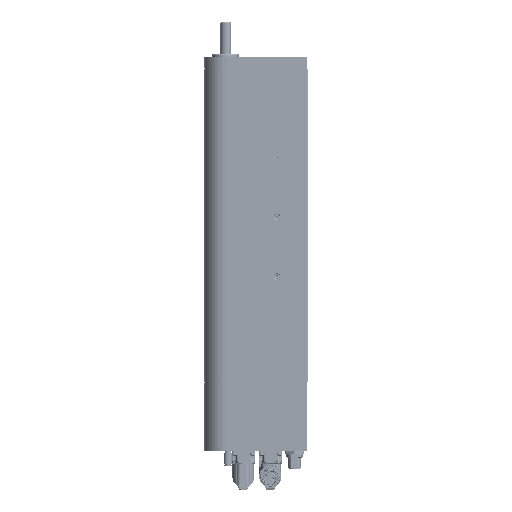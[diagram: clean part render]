
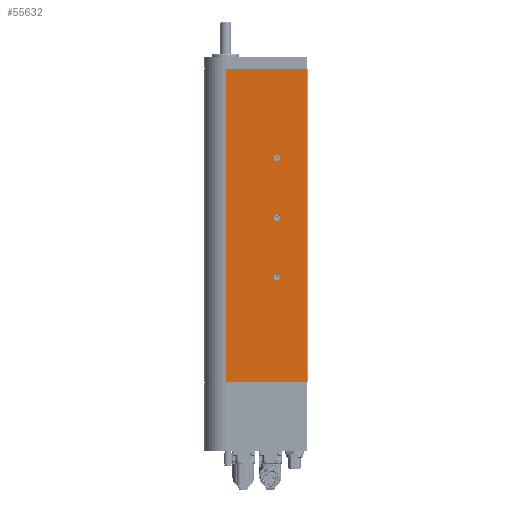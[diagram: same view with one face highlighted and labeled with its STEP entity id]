
A CAD part, left-side view. The second image highlights one B-rep face of the part: STEP entity #55632.
In plain terms, the highlighted face is planar.
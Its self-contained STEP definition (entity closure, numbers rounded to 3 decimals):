
#1365 = CARTESIAN_POINT ( 'NONE',  ( 20., -47.5, 193. ) ) ;
#2438 = LINE ( 'NONE', #18084, #183332 ) ;
#3316 = EDGE_CURVE ( 'NONE', #47737, #47737, #30052, .T. ) ;
#4277 = DIRECTION ( 'NONE',  ( 0., 0., -1. ) ) ;
#4410 = DIRECTION ( 'NONE',  ( 0., 0., -1. ) ) ;
#5330 = ORIENTED_EDGE ( 'NONE', *, *, #158553, .T. ) ;
#6098 = PLANE ( 'NONE',  #38712 ) ;
#7401 = ORIENTED_EDGE ( 'NONE', *, *, #3316, .F. ) ;
#11884 = CARTESIAN_POINT ( 'NONE',  ( 20., -75.5, 291. ) ) ;
#12713 = CARTESIAN_POINT ( 'NONE',  ( 20., 0., 291. ) ) ;
#13164 = EDGE_CURVE ( 'NONE', #89375, #68389, #26462, .T. ) ;
#16218 = LINE ( 'NONE', #32887, #73362 ) ;
#16867 = CIRCLE ( 'NONE', #19953, 3.15 ) ;
#17979 = DIRECTION ( 'NONE',  ( 0., 0., -1. ) ) ;
#18084 = CARTESIAN_POINT ( 'NONE',  ( 20., 0., 0. ) ) ;
#19953 = AXIS2_PLACEMENT_3D ( 'NONE', #1365, #80625, #17979 ) ;
#25641 = CARTESIAN_POINT ( 'NONE',  ( 20., 0., 291. ) ) ;
#26462 = LINE ( 'NONE', #12713, #33013 ) ;
#30052 = CIRCLE ( 'NONE', #80088, 3.15 ) ;
#32404 = EDGE_CURVE ( 'NONE', #185102, #185102, #16867, .T. ) ;
#32887 = CARTESIAN_POINT ( 'NONE',  ( 20., 0., 291. ) ) ;
#33013 = VECTOR ( 'NONE', #54902, 1000. ) ;
#33633 = EDGE_LOOP ( 'NONE', ( #37434, #5330, #97276, #190338 ) ) ;
#37434 = ORIENTED_EDGE ( 'NONE', *, *, #13164, .F. ) ;
#38712 = AXIS2_PLACEMENT_3D ( 'NONE', #157924, #170658, #96187 ) ;
#39444 = EDGE_LOOP ( 'NONE', ( #7401 ) ) ;
#40074 = EDGE_CURVE ( 'NONE', #79358, #79552, #2438, .T. ) ;
#41871 = ORIENTED_EDGE ( 'NONE', *, *, #59857, .F. ) ;
#44060 = CARTESIAN_POINT ( 'NONE',  ( 20., -47.5, 83. ) ) ;
#45591 = DIRECTION ( 'NONE',  ( 0., 1., 0. ) ) ;
#47108 = CIRCLE ( 'NONE', #175306, 3.15 ) ;
#47300 = EDGE_LOOP ( 'NONE', ( #41871 ) ) ;
#47737 = VERTEX_POINT ( 'NONE', #154466 ) ;
#50221 = FACE_BOUND ( 'NONE', #39444, .T. ) ;
#54902 = DIRECTION ( 'NONE',  ( 0., 1., 0. ) ) ;
#54925 = EDGE_CURVE ( 'NONE', #68389, #79552, #16218, .T. ) ;
#55632 = ADVANCED_FACE ( 'NONE', ( #141319, #50221, #125624, #99067 ), #6098, .F. ) ;
#58583 = CARTESIAN_POINT ( 'NONE',  ( 20., 0., 0. ) ) ;
#59857 = EDGE_CURVE ( 'NONE', #106331, #106331, #47108, .T. ) ;
#61263 = CARTESIAN_POINT ( 'NONE',  ( 20., -47.5, 134.85 ) ) ;
#63872 = DIRECTION ( 'NONE',  ( 0., 0., -1. ) ) ;
#67609 = EDGE_LOOP ( 'NONE', ( #120586 ) ) ;
#68389 = VERTEX_POINT ( 'NONE', #25641 ) ;
#73362 = VECTOR ( 'NONE', #4410, 1000. ) ;
#79358 = VERTEX_POINT ( 'NONE', #141958 ) ;
#79552 = VERTEX_POINT ( 'NONE', #58583 ) ;
#80088 = AXIS2_PLACEMENT_3D ( 'NONE', #44060, #104770, #166396 ) ;
#80625 = DIRECTION ( 'NONE',  ( 1., 0., 0. ) ) ;
#82575 = CARTESIAN_POINT ( 'NONE',  ( 20., -75.5, 291. ) ) ;
#89375 = VERTEX_POINT ( 'NONE', #11884 ) ;
#96187 = DIRECTION ( 'NONE',  ( 0., -1., 0. ) ) ;
#97276 = ORIENTED_EDGE ( 'NONE', *, *, #40074, .T. ) ;
#99067 = FACE_OUTER_BOUND ( 'NONE', #33633, .T. ) ;
#104770 = DIRECTION ( 'NONE',  ( 1., 0., 0. ) ) ;
#106331 = VERTEX_POINT ( 'NONE', #61263 ) ;
#117653 = VECTOR ( 'NONE', #4277, 1000. ) ;
#120586 = ORIENTED_EDGE ( 'NONE', *, *, #32404, .F. ) ;
#125624 = FACE_BOUND ( 'NONE', #47300, .T. ) ;
#138368 = DIRECTION ( 'NONE',  ( 1., 0., 0. ) ) ;
#139345 = CARTESIAN_POINT ( 'NONE',  ( 20., -47.5, 138. ) ) ;
#141319 = FACE_BOUND ( 'NONE', #67609, .T. ) ;
#141958 = CARTESIAN_POINT ( 'NONE',  ( 20., -75.5, 0. ) ) ;
#154466 = CARTESIAN_POINT ( 'NONE',  ( 20., -47.5, 79.85 ) ) ;
#155159 = LINE ( 'NONE', #82575, #117653 ) ;
#157633 = CARTESIAN_POINT ( 'NONE',  ( 20., -47.5, 189.85 ) ) ;
#157924 = CARTESIAN_POINT ( 'NONE',  ( 20., 0., 291. ) ) ;
#158553 = EDGE_CURVE ( 'NONE', #89375, #79358, #155159, .T. ) ;
#166396 = DIRECTION ( 'NONE',  ( 0., 0., -1. ) ) ;
#170658 = DIRECTION ( 'NONE',  ( -1., 0., 0. ) ) ;
#175306 = AXIS2_PLACEMENT_3D ( 'NONE', #139345, #138368, #63872 ) ;
#183332 = VECTOR ( 'NONE', #45591, 1000. ) ;
#185102 = VERTEX_POINT ( 'NONE', #157633 ) ;
#190338 = ORIENTED_EDGE ( 'NONE', *, *, #54925, .F. ) ;
